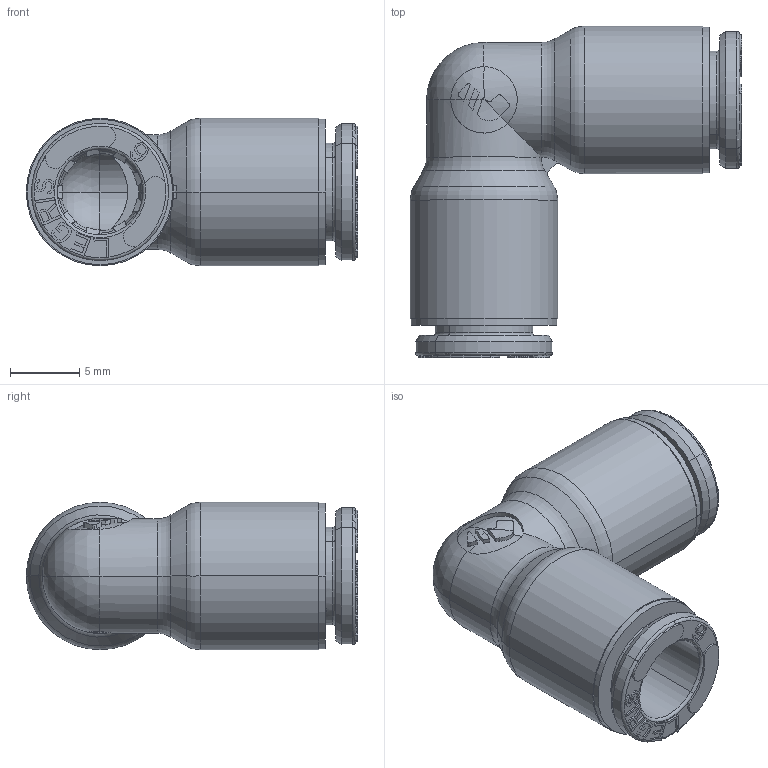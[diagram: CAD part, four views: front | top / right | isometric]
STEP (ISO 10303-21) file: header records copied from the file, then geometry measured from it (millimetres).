
FILE_DESCRIPTION(('STEP AP214'),'1');
FILE_NAME('6802_06_00.stp','2016-07-07T14:39:11',('TraceParts'),('TraceParts S.A.'),'Spatial InterOp 3D',' ',' ');
FILE_SCHEMA(('automotive_design'));
Length unit declared in the file: millimetre
Products named in the file (11): V802-06-00_ASM|Next assembly relationship#44106-64_ASM|Next assembly relationship#44106-26;44106-26; V802-06-00_ASM|Next assembly relationship#44106-64_ASM|Next assembly relationship#44106;44106; V802-06-00_ASM|Next assembly relationship#44106-64_ASM|Next assembly relationship#44106-27;44106-27; V802-06-00_ASM|Next assembly relationship#44106-64_ASM|Next assembly relationship#44126-20;44126-20; V802-06-00_ASM|Next assembly relationship#44516-02;44516-02; V802-06-00_ASM|Next assembly relationship#44106-11-10-ASM;44106-11-10-ASM
Bounding box: 23.95 x 23.95 x 10.65 mm (x, y, z)
Volume: 1563.6 mm3; surface area: 4077 mm2
Topology: 11 solids, 11 shells, 1215 faces, 3175 edges, 2002 vertices
Faces by surface type: plane 598, cylinder 210, cone 154, torus 126, bspline 112, sphere 15
Entity records: 42138 total; most frequent: CARTESIAN_POINT 12641, ORIENTED_EDGE 6334, DIRECTION 5845, EDGE_CURVE 3167, VERTEX_POINT 2002, AXIS2_PLACEMENT_3D 1988, LINE 1869, VECTOR 1869
